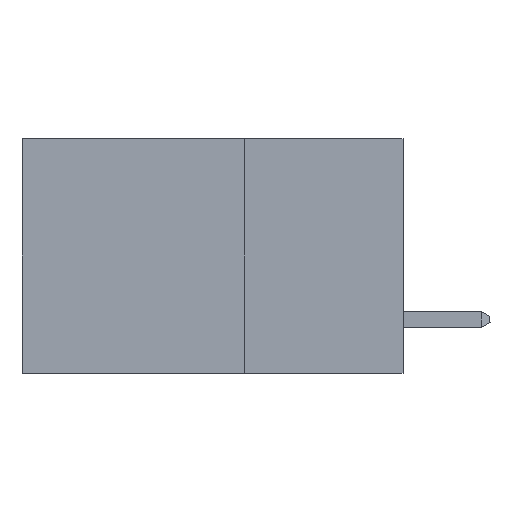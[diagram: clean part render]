
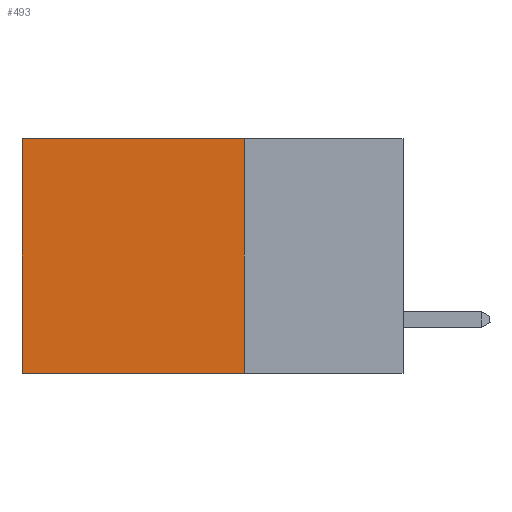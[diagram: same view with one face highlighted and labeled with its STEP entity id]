
A CAD part, left-side view. The second image highlights one B-rep face of the part: STEP entity #493.
In plain terms, the highlighted planar face has unit normal (-1, 0, 0).
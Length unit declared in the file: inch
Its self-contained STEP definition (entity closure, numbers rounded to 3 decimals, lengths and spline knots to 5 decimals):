
#336 = VERTEX_POINT ( 'NONE', #12059 ) ;
#439 = LINE ( 'NONE', #4582, #6044 ) ;
#493 = ADVANCED_FACE ( 'NONE', ( #7021 ), #8775, .F. ) ;
#566 = ORIENTED_EDGE ( 'NONE', *, *, #9285, .F. ) ;
#780 = LINE ( 'NONE', #7559, #3338 ) ;
#1749 = VERTEX_POINT ( 'NONE', #9556 ) ;
#2491 = CARTESIAN_POINT ( 'NONE',  ( 0.2875, 0.6, 0. ) ) ;
#2624 = VECTOR ( 'NONE', #5870, 39.37008 ) ;
#2778 = VERTEX_POINT ( 'NONE', #2491 ) ;
#3202 = VERTEX_POINT ( 'NONE', #3915 ) ;
#3231 = LINE ( 'NONE', #10469, #13091 ) ;
#3338 = VECTOR ( 'NONE', #12338, 39.37008 ) ;
#3915 = CARTESIAN_POINT ( 'NONE',  ( 0.2875, 0.6, -0.37 ) ) ;
#4582 = CARTESIAN_POINT ( 'NONE',  ( 0.2875, 0.25, -0.37 ) ) ;
#4594 = AXIS2_PLACEMENT_3D ( 'NONE', #8384, #7770, #7486 ) ;
#5870 = DIRECTION ( 'NONE',  ( 0., 0., -1. ) ) ;
#6044 = VECTOR ( 'NONE', #10521, 39.37008 ) ;
#6199 = EDGE_LOOP ( 'NONE', ( #12868, #566, #7591, #9482 ) ) ;
#7021 = FACE_OUTER_BOUND ( 'NONE', #6199, .T. ) ;
#7364 = EDGE_CURVE ( 'NONE', #1749, #2778, #3231, .T. ) ;
#7486 = DIRECTION ( 'NONE',  ( 0., 0., -1. ) ) ;
#7559 = CARTESIAN_POINT ( 'NONE',  ( 0.2875, 0.6, 0. ) ) ;
#7591 = ORIENTED_EDGE ( 'NONE', *, *, #10082, .F. ) ;
#7770 = DIRECTION ( 'NONE',  ( 1., 0., 0. ) ) ;
#8384 = CARTESIAN_POINT ( 'NONE',  ( 0.2875, 0.25, 0. ) ) ;
#8775 = PLANE ( 'NONE',  #4594 ) ;
#9239 = EDGE_CURVE ( 'NONE', #2778, #3202, #780, .T. ) ;
#9285 = EDGE_CURVE ( 'NONE', #336, #3202, #439, .T. ) ;
#9482 = ORIENTED_EDGE ( 'NONE', *, *, #7364, .T. ) ;
#9556 = CARTESIAN_POINT ( 'NONE',  ( 0.2875, 0.25, 0. ) ) ;
#10082 = EDGE_CURVE ( 'NONE', #1749, #336, #10334, .T. ) ;
#10334 = LINE ( 'NONE', #11733, #2624 ) ;
#10469 = CARTESIAN_POINT ( 'NONE',  ( 0.2875, 0.25, 0. ) ) ;
#10509 = DIRECTION ( 'NONE',  ( 0., 1., 0. ) ) ;
#10521 = DIRECTION ( 'NONE',  ( 0., 1., 0. ) ) ;
#11733 = CARTESIAN_POINT ( 'NONE',  ( 0.2875, 0.25, 0. ) ) ;
#12059 = CARTESIAN_POINT ( 'NONE',  ( 0.2875, 0.25, -0.37 ) ) ;
#12338 = DIRECTION ( 'NONE',  ( 0., 0., -1. ) ) ;
#12868 = ORIENTED_EDGE ( 'NONE', *, *, #9239, .T. ) ;
#13091 = VECTOR ( 'NONE', #10509, 39.37008 ) ;
